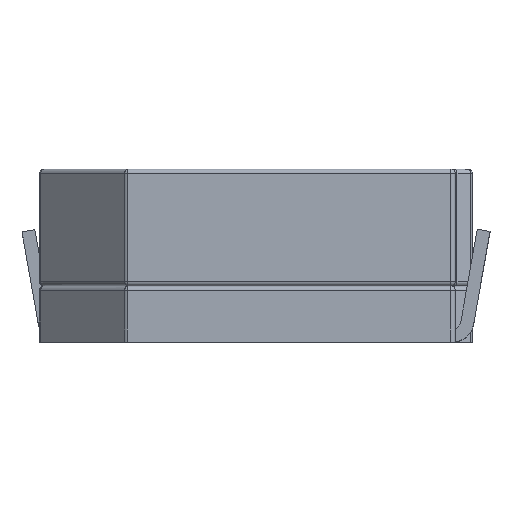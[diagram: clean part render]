
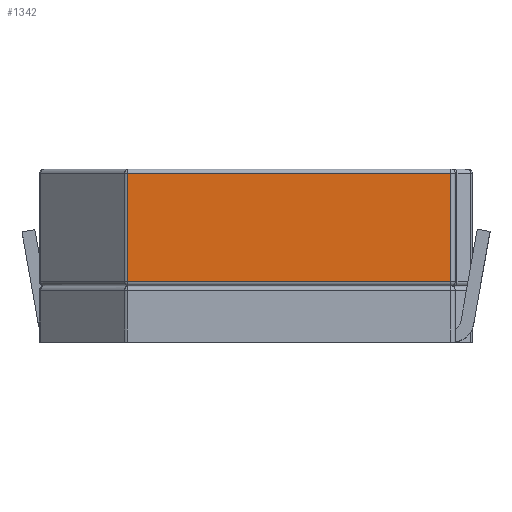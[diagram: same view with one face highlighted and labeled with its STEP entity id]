
A CAD part, top view. The second image highlights one B-rep face of the part: STEP entity #1342.
In plain terms, the highlighted planar face has unit normal (0, 0, 1).
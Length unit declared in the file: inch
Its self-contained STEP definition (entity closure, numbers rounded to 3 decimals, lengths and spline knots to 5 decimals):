
#194 = CARTESIAN_POINT ( 'NONE',  ( 0.08858, 0.43587, 0.09843 ) ) ;
#249 = DIRECTION ( 'NONE',  ( -1., 0., 0. ) ) ;
#278 = ORIENTED_EDGE ( 'NONE', *, *, #3396, .T. ) ;
#323 = LINE ( 'NONE', #600, #4502 ) ;
#332 = VERTEX_POINT ( 'NONE', #3281 ) ;
#577 = LINE ( 'NONE', #4590, #1348 ) ;
#600 = CARTESIAN_POINT ( 'NONE',  ( 0.09055, 0.02756, 0.09843 ) ) ;
#608 = PLANE ( 'NONE',  #4629 ) ;
#710 = EDGE_CURVE ( 'NONE', #3699, #1193, #577, .T. ) ;
#1025 = ORIENTED_EDGE ( 'NONE', *, *, #4284, .T. ) ;
#1193 = VERTEX_POINT ( 'NONE', #3733 ) ;
#1342 = ADVANCED_FACE ( 'NONE', ( #2401 ), #608, .F. ) ;
#1348 = VECTOR ( 'NONE', #249, 39.37008 ) ;
#1359 = CARTESIAN_POINT ( 'NONE',  ( 0.08858, 0.07677, 0.09843 ) ) ;
#1376 = CARTESIAN_POINT ( 'NONE',  ( 0.09055, 0.43587, 0.09843 ) ) ;
#1706 = DIRECTION ( 'NONE',  ( 0., -1., 0. ) ) ;
#1744 = VECTOR ( 'NONE', #1940, 39.37008 ) ;
#1927 = VERTEX_POINT ( 'NONE', #3400 ) ;
#1940 = DIRECTION ( 'NONE',  ( 0., 1., 0. ) ) ;
#2050 = DIRECTION ( 'NONE',  ( 0., 0., -1. ) ) ;
#2401 = FACE_OUTER_BOUND ( 'NONE', #3671, .T. ) ;
#2412 = CARTESIAN_POINT ( 'NONE',  ( -0.05824, 0.43587, 0.09843 ) ) ;
#2960 = VECTOR ( 'NONE', #1706, 39.37008 ) ;
#3281 = CARTESIAN_POINT ( 'NONE',  ( 0.08858, 0.02756, 0.09843 ) ) ;
#3396 = EDGE_CURVE ( 'NONE', #1927, #332, #323, .T. ) ;
#3400 = CARTESIAN_POINT ( 'NONE',  ( -0.05824, 0.02756, 0.09843 ) ) ;
#3450 = LINE ( 'NONE', #194, #1744 ) ;
#3559 = DIRECTION ( 'NONE',  ( 0., -1., 0. ) ) ;
#3671 = EDGE_LOOP ( 'NONE', ( #4091, #3815, #278, #1025 ) ) ;
#3699 = VERTEX_POINT ( 'NONE', #1359 ) ;
#3733 = CARTESIAN_POINT ( 'NONE',  ( -0.05824, 0.07677, 0.09843 ) ) ;
#3815 = ORIENTED_EDGE ( 'NONE', *, *, #4285, .T. ) ;
#3907 = LINE ( 'NONE', #2412, #2960 ) ;
#4091 = ORIENTED_EDGE ( 'NONE', *, *, #710, .T. ) ;
#4284 = EDGE_CURVE ( 'NONE', #332, #3699, #3450, .T. ) ;
#4285 = EDGE_CURVE ( 'NONE', #1193, #1927, #3907, .T. ) ;
#4316 = DIRECTION ( 'NONE',  ( 1., 0., 0. ) ) ;
#4502 = VECTOR ( 'NONE', #4316, 39.37008 ) ;
#4590 = CARTESIAN_POINT ( 'NONE',  ( 0.09055, 0.07677, 0.09843 ) ) ;
#4629 = AXIS2_PLACEMENT_3D ( 'NONE', #1376, #2050, #3559 ) ;
